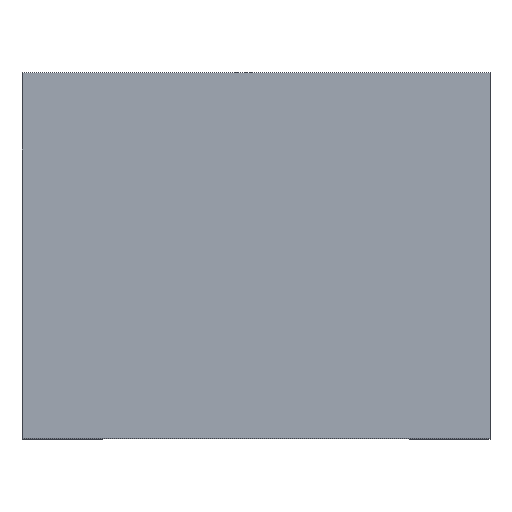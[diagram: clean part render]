
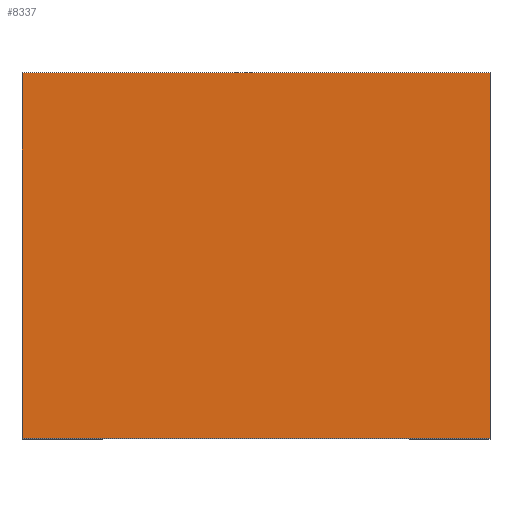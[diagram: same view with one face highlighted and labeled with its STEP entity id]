
A CAD part, top view. The second image highlights one B-rep face of the part: STEP entity #8337.
In plain terms, the highlighted face is planar.
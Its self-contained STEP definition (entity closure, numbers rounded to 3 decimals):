
#8281 = VERTEX_POINT('',#8282);
#8282 = CARTESIAN_POINT('',(-1.6,2.5,1.25));
#8288 = EDGE_CURVE('',#8289,#8281,#8291,.T.);
#8289 = VERTEX_POINT('',#8290);
#8290 = CARTESIAN_POINT('',(-1.6,2.5,-1.25));
#8291 = LINE('',#8292,#8293);
#8292 = CARTESIAN_POINT('',(-1.6,2.5,1.25));
#8293 = VECTOR('',#8294,1.);
#8294 = DIRECTION('',(0.,0.,1.));
#8319 = VERTEX_POINT('',#8320);
#8320 = CARTESIAN_POINT('',(1.6,2.5,1.25));
#8326 = EDGE_CURVE('',#8281,#8319,#8327,.T.);
#8327 = LINE('',#8328,#8329);
#8328 = CARTESIAN_POINT('',(-1.05,2.5,1.25));
#8329 = VECTOR('',#8330,1.);
#8330 = DIRECTION('',(1.,0.,0.));
#8337 = ADVANCED_FACE('',(#8338),#8356,.T.);
#8338 = FACE_BOUND('',#8339,.T.);
#8339 = EDGE_LOOP('',(#8340,#8341,#8342,#8350));
#8340 = ORIENTED_EDGE('',*,*,#8288,.T.);
#8341 = ORIENTED_EDGE('',*,*,#8326,.T.);
#8342 = ORIENTED_EDGE('',*,*,#8343,.T.);
#8343 = EDGE_CURVE('',#8319,#8344,#8346,.T.);
#8344 = VERTEX_POINT('',#8345);
#8345 = CARTESIAN_POINT('',(1.6,2.5,-1.25));
#8346 = LINE('',#8347,#8348);
#8347 = CARTESIAN_POINT('',(1.6,2.5,1.25));
#8348 = VECTOR('',#8349,1.);
#8349 = DIRECTION('',(0.,0.,-1.));
#8350 = ORIENTED_EDGE('',*,*,#8351,.T.);
#8351 = EDGE_CURVE('',#8344,#8289,#8352,.T.);
#8352 = LINE('',#8353,#8354);
#8353 = CARTESIAN_POINT('',(-1.05,2.5,-1.25));
#8354 = VECTOR('',#8355,1.);
#8355 = DIRECTION('',(-1.,0.,0.));
#8356 = PLANE('',#8357);
#8357 = AXIS2_PLACEMENT_3D('',#8358,#8359,#8360);
#8358 = CARTESIAN_POINT('',(0.,2.5,0.));
#8359 = DIRECTION('',(0.,1.,0.));
#8360 = DIRECTION('',(0.,-0.,1.));
